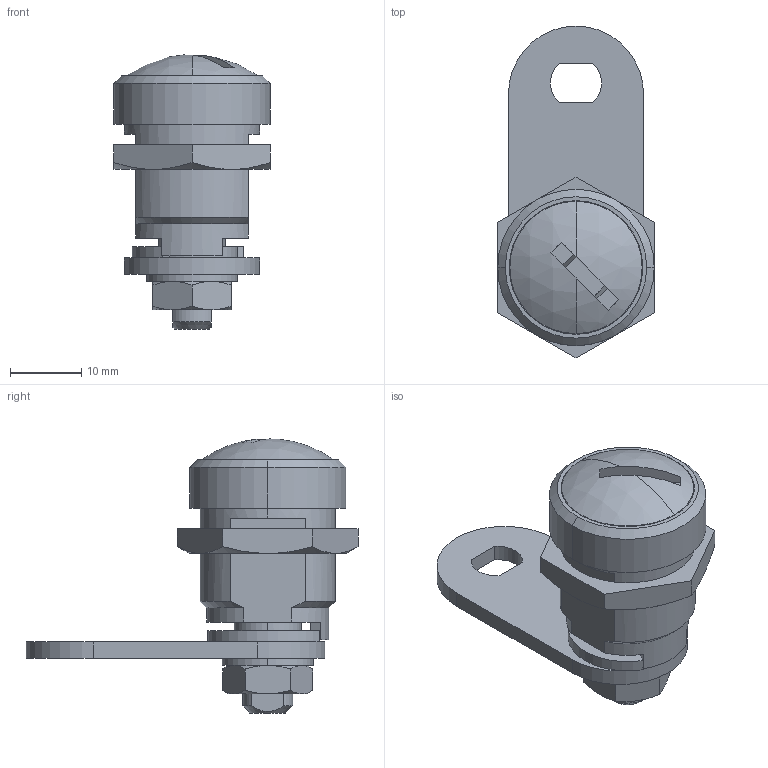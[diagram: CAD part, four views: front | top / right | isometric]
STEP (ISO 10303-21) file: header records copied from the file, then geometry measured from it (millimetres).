
FILE_DESCRIPTION (( 'STEP AP203' ), '1' );
FILE_NAME ('C-288-SD.STEP', '2009-04-01T08:19:25', ( ' ' ), ( ' ' ), 'SwSTEP 2.0', 'SolidWorks 2007', '' );
FILE_SCHEMA (( 'CONFIG_CONTROL_DESIGN' ));
Length unit declared in the file: millimetre
Products named in the file (7): C-288-SD; C-288-SD僔儕儞僟乕__棉太倌; C-288-SD儘乕僞乕__棉太倌; C-288-SDM19六角ナット__ﾃﾞﾌｫﾙﾄ; C-288-SDM7帟晅嵗嬥__棉太倌; C-288-SDM7六角ナット__ﾃﾞﾌｫﾙﾄ; C-288-SD巭傔嬥__棉太倌
Assembly tree (6 placements, depth 2):
  C-288-SD
    C-288-SD僔儕儞僟乕__棉太倌
    C-288-SDM7六角ナット__ﾃﾞﾌｫﾙﾄ
    C-288-SDM7帟晅嵗嬥__棉太倌
    C-288-SD巭傔嬥__棉太倌
    C-288-SD儘乕僞乕__棉太倌
    C-288-SDM19六角ナット__ﾃﾞﾌｫﾙﾄ
Bounding box: 22 x 46.7 x 38.55 mm (x, y, z)
Volume: 9683.4 mm3; surface area: 7912.4 mm2
Topology: 6 solids, 6 shells, 125 faces, 324 edges, 214 vertices
Faces by surface type: plane 64, cylinder 35, cone 24, sphere 2
Entity records: 4769 total; most frequent: CARTESIAN_POINT 920, DIRECTION 658, ORIENTED_EDGE 648, EDGE_CURVE 324, AXIS2_PLACEMENT_3D 244, VERTEX_POINT 214, VECTOR 170, LINE 170
